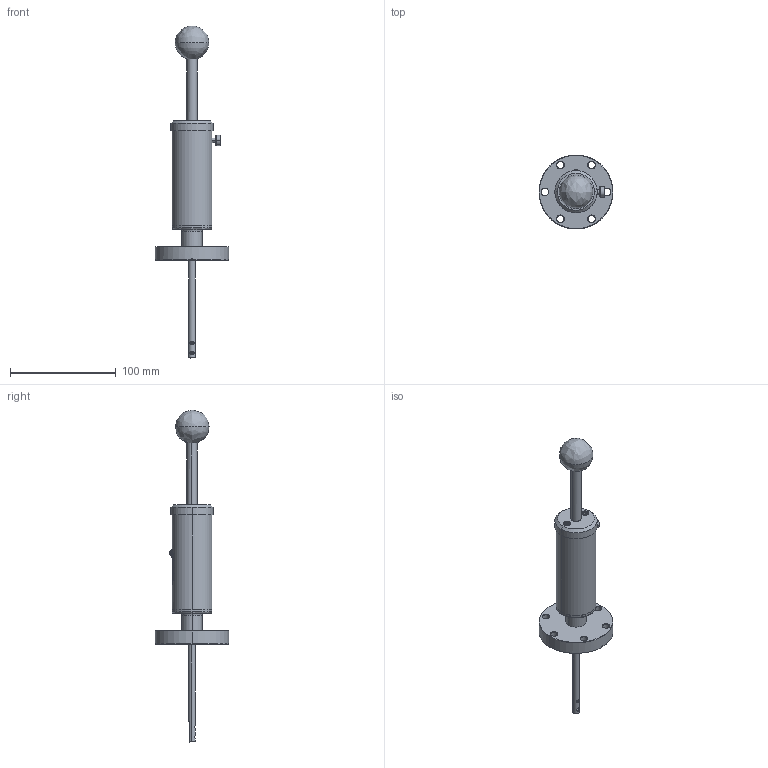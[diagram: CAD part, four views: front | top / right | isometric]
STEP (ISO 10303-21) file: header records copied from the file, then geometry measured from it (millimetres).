
FILE_DESCRIPTION (( 'STEP AP214' ), '1' );
FILE_NAME ('H112051-CF35-25.4mm.STEP', '2023-06-21T11:49:29', ( '' ), ( '' ), 'SwSTEP 2.0', 'SolidWorks 2022', '' );
FILE_SCHEMA (( 'AUTOMOTIVE_DESIGN' ));
Length unit declared in the file: millimetre
Products named in the file (1): H112051-CF35-25.4mm
Bounding box: 69.9 x 69.9 x 313.7 mm (x, y, z)
Volume: 185714.7 mm3; surface area: 34719.2 mm2
Topology: 1 solids, 2 shells, 506 faces, 1351 edges, 865 vertices
Faces by surface type: plane 275, cylinder 129, cone 85, bspline 17
Entity records: 19183 total; most frequent: CARTESIAN_POINT 6103, DIRECTION 2766, ORIENTED_EDGE 2694, EDGE_CURVE 1347, AXIS2_PLACEMENT_3D 1002, VERTEX_POINT 865, VECTOR 762, LINE 762
